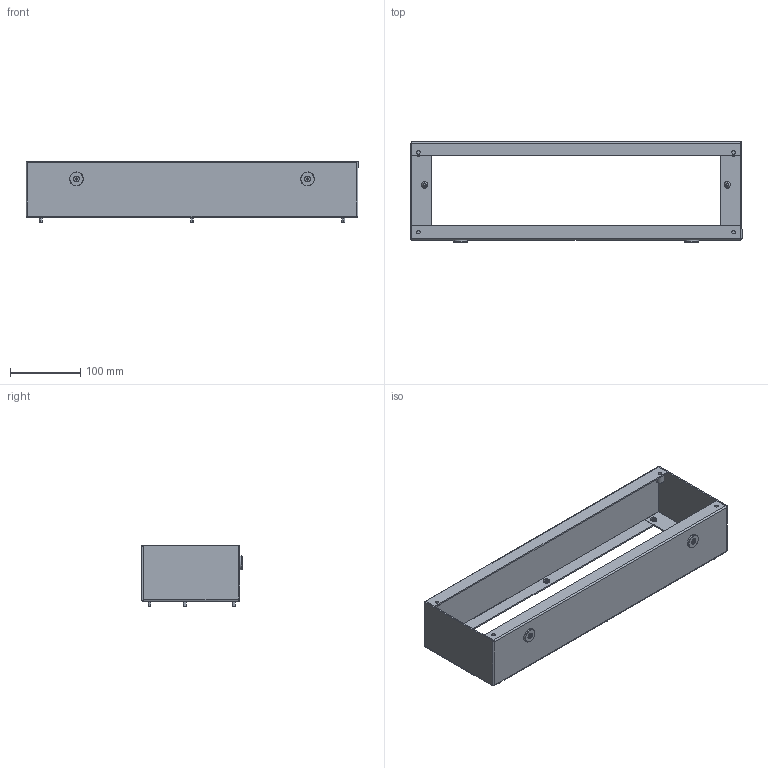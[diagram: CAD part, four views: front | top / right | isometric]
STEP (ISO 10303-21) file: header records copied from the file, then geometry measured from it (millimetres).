
FILE_DESCRIPTION (( 'STEP AP214' ), '1' );
FILE_NAME ('INGUN_112257.STEP', '2024-03-12T12:03:50', ( '' ), ( '' ), 'SwSTEP 2.0', 'SolidWorks 2021', '' );
FILE_SCHEMA (( 'AUTOMOTIVE_DESIGN' ));
Length unit declared in the file: millimetre
Products named in the file (7): ISO7380~n_M04,0x010; 112313~0_S; INGUN_112257; 112324~3_S; DIN7991~n_M04,0x010 VA; DIN125~n_04,3 M04,0; DIN934~n_M04,0
Assembly tree (25 placements, depth 2):
  INGUN_112257
    112324~3_S
    DIN125~n_04,3 M04,0  x10
    ISO7380~n_M04,0x010  x8
    112313~0_S  x2
    DIN7991~n_M04,0x010 VA  x2
    DIN934~n_M04,0  x2
Bounding box: 474 x 143.1 x 87.2 mm (x, y, z)
Volume: 273779 mm3; surface area: 280656.2 mm2
Topology: 25 solids, 25 shells, 567 faces, 1381 edges, 884 vertices
Faces by surface type: cylinder 326, plane 169, cone 56, torus 16
Entity records: 8095 total; most frequent: DIRECTION 1413, CARTESIAN_POINT 1411, ORIENTED_EDGE 1246, EDGE_CURVE 623, AXIS2_PLACEMENT_3D 538, VERTEX_POINT 392, LINE 337, VECTOR 337
